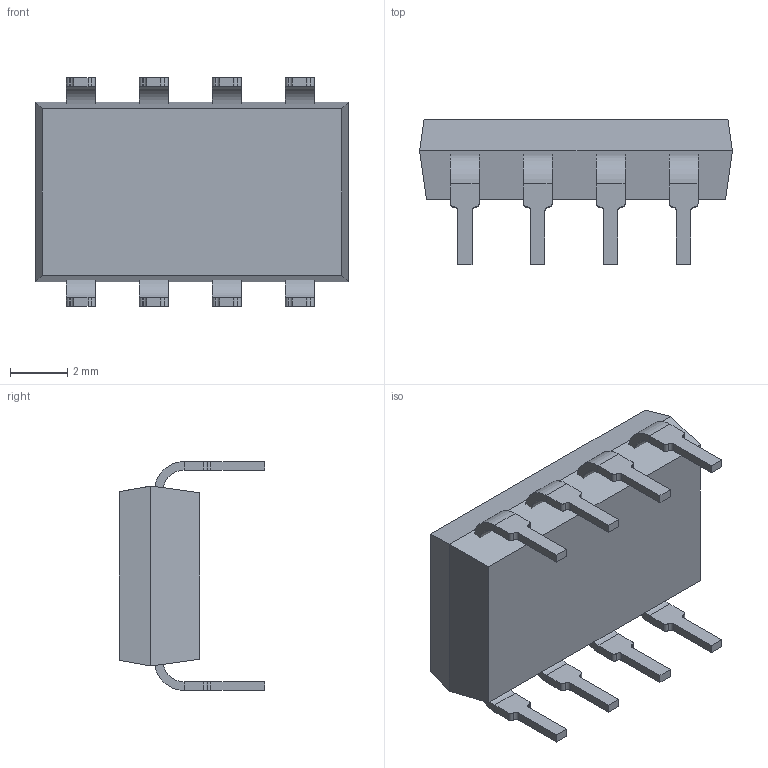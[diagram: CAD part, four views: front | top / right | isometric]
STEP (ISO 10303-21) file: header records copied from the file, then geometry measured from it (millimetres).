
FILE_DESCRIPTION (( 'STEP AP214' ), '1' );
FILE_NAME ('TSL1401.STEP', '2011-03-03T07:52:12', ( 'Andrii Chaikovskyi' ), ( 'TNTU' ), 'SwSTEP 2.0', 'SolidWorks 2010', '' );
FILE_SCHEMA (( 'AUTOMOTIVE_DESIGN' ));
Length unit declared in the file: millimetre
Products named in the file (3): TSL1401; Pin
Assembly tree (9 placements, depth 2):
  TSL1401
    Pin  x8
    TSL1401
Bounding box: 10.89 x 5.06 x 7.97 mm (x, y, z)
Volume: 194.6 mm3; surface area: 351.7 mm2
Topology: 9 solids, 9 shells, 202 faces, 488 edges, 304 vertices
Faces by surface type: plane 138, cylinder 64
Entity records: 1148 total; most frequent: DIRECTION 190, CARTESIAN_POINT 180, ORIENTED_EDGE 164, EDGE_CURVE 82, VECTOR 66, LINE 66, AXIS2_PLACEMENT_3D 62, VERTEX_POINT 52
